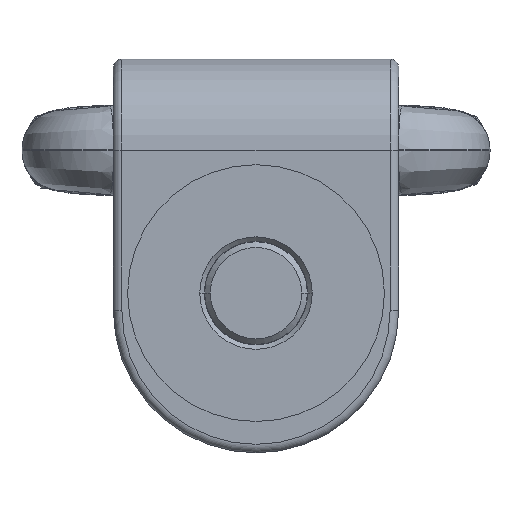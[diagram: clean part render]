
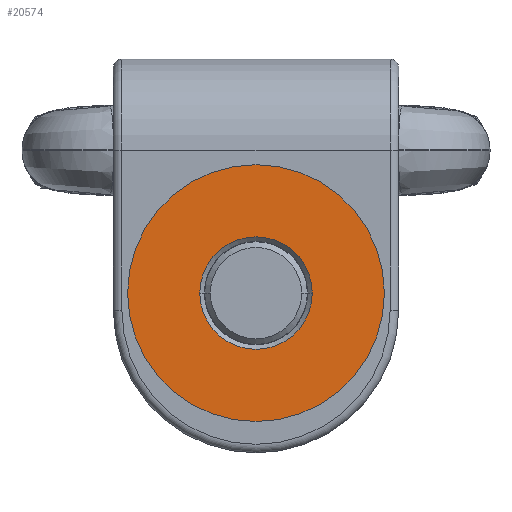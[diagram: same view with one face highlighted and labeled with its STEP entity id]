
A CAD part, front view. The second image highlights one B-rep face of the part: STEP entity #20574.
In plain terms, the highlighted face is planar.
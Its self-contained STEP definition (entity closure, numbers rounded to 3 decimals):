
#20076=CARTESIAN_POINT('',(0.,0.,0.));
#20077=DIRECTION('',(1.,0.,0.));
#20078=DIRECTION('',(0.,1.,0.));
#20079=AXIS2_PLACEMENT_3D('',#20076,#20077,#20078);
#20089=CARTESIAN_POINT('',(0.,0.,0.));
#20090=DIRECTION('',(-1.,0.,0.));
#20091=DIRECTION('',(0.,1.,0.));
#20092=AXIS2_PLACEMENT_3D('',#20089,#20090,#20091);
#20226=CARTESIAN_POINT('',(0.,0.,0.));
#20227=DIRECTION('',(-1.,0.,0.));
#20228=DIRECTION('',(0.,1.,0.));
#20229=AXIS2_PLACEMENT_3D('',#20226,#20227,#20228);
#20231=CARTESIAN_POINT('',(0.,0.,0.));
#20232=DIRECTION('',(1.,0.,0.));
#20233=DIRECTION('',(0.,1.,0.));
#20234=AXIS2_PLACEMENT_3D('',#20231,#20232,#20233);
#20264=CARTESIAN_POINT('',(0.,9.85,0.));
#20266=VERTEX_POINT('',#20264);
#20275=CARTESIAN_POINT('',(0.,22.5,0.));
#20277=VERTEX_POINT('',#20275);
#20278=CARTESIAN_POINT('',(0.,-9.85,0.));
#20280=VERTEX_POINT('',#20278);
#20289=CARTESIAN_POINT('',(0.,-22.5,0.));
#20291=VERTEX_POINT('',#20289);
#20561=CARTESIAN_POINT('',(0.,0.,0.));
#20562=DIRECTION('',(1.,0.,0.));
#20563=DIRECTION('',(0.,-1.,0.));
#20564=AXIS2_PLACEMENT_3D('',#20561,#20562,#20563);
#20565=PLANE('',#20564);
#20566=ORIENTED_EDGE('',*,*,#20554,.F.);
#20567=ORIENTED_EDGE('',*,*,#20543,.T.);
#20568=EDGE_LOOP('',(#20566,#20567));
#20569=FACE_OUTER_BOUND('',#20568,.F.);
#20570=ORIENTED_EDGE('',*,*,#20319,.F.);
#20571=ORIENTED_EDGE('',*,*,#20337,.T.);
#20572=EDGE_LOOP('',(#20570,#20571));
#20573=FACE_BOUND('',#20572,.F.);
#20574=ADVANCED_FACE('',(#20569,#20573),#20565,.F.);
#20080=CIRCLE('',#20079,9.85);
#20093=CIRCLE('',#20092,9.85);
#20230=CIRCLE('',#20229,22.5);
#20235=CIRCLE('',#20234,22.5);
#20319=EDGE_CURVE('',#20266,#20280,#20080,.T.);
#20337=EDGE_CURVE('',#20266,#20280,#20093,.T.);
#20543=EDGE_CURVE('',#20277,#20291,#20235,.T.);
#20554=EDGE_CURVE('',#20277,#20291,#20230,.T.);
